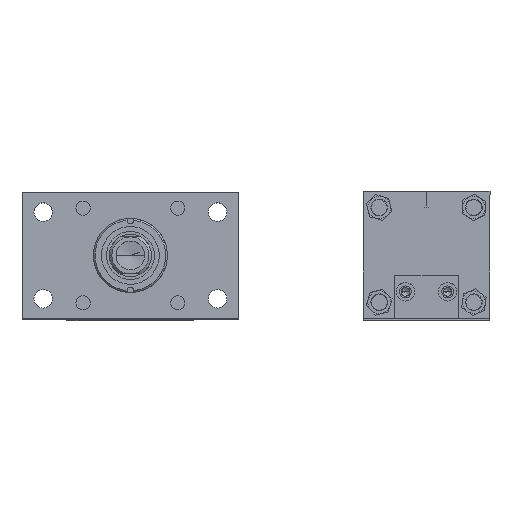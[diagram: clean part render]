
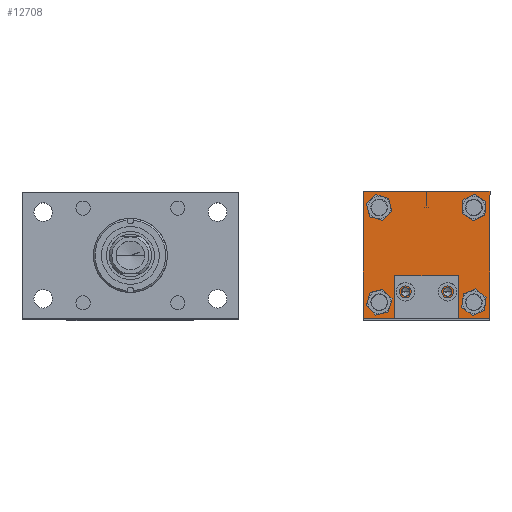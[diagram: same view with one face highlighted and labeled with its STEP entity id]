
A CAD part, top view. The second image highlights one B-rep face of the part: STEP entity #12708.
In plain terms, the highlighted face is planar.
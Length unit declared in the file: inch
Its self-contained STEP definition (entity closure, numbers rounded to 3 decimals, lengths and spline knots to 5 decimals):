
#154 = CARTESIAN_POINT ( 'NONE',  ( 6.22988, 7.73791, -0.3831 ) ) ;
#184 = DIRECTION ( 'NONE',  ( -1., 0., 0. ) ) ;
#310 = EDGE_CURVE ( 'NONE', #9799, #5307, #1359, .T. ) ;
#391 = CARTESIAN_POINT ( 'NONE',  ( 4.91438, 7.98191, -0.3831 ) ) ;
#443 = AXIS2_PLACEMENT_3D ( 'NONE', #5741, #2913, #4806 ) ;
#569 = CARTESIAN_POINT ( 'NONE',  ( 4.19488, 9.97591, -0.3831 ) ) ;
#629 = CARTESIAN_POINT ( 'NONE',  ( 3.81388, 7.35691, -0.3831 ) ) ;
#646 = CARTESIAN_POINT ( 'NONE',  ( 6.43288, 7.73791, -0.3831 ) ) ;
#814 = ORIENTED_EDGE ( 'NONE', *, *, #5287, .T. ) ;
#926 = CARTESIAN_POINT ( 'NONE',  ( 5.31388, 5.55135, -0.3831 ) ) ;
#944 = EDGE_LOOP ( 'NONE', ( #7834, #2733, #5921, #3373 ) ) ;
#1060 = CARTESIAN_POINT ( 'NONE',  ( 5.81388, 7.98191, -0.3831 ) ) ;
#1128 = CARTESIAN_POINT ( 'NONE',  ( 6.81388, 7.35691, -0.3831 ) ) ;
#1146 = EDGE_CURVE ( 'NONE', #11166, #2443, #3389, .T. ) ;
#1161 = EDGE_LOOP ( 'NONE', ( #8067, #10956 ) ) ;
#1234 = EDGE_LOOP ( 'NONE', ( #4731, #9694 ) ) ;
#1359 = CIRCLE ( 'NONE', #5299, 0.203 ) ;
#1384 = EDGE_CURVE ( 'NONE', #3411, #11893, #11325, .T. ) ;
#1575 = DIRECTION ( 'NONE',  ( -1., 0., 0. ) ) ;
#1630 = DIRECTION ( 'NONE',  ( 0., 0., 1. ) ) ;
#2101 = ORIENTED_EDGE ( 'NONE', *, *, #5182, .T. ) ;
#2122 = AXIS2_PLACEMENT_3D ( 'NONE', #1060, #9106, #6030 ) ;
#2127 = CARTESIAN_POINT ( 'NONE',  ( 6.43288, 9.97591, -0.3831 ) ) ;
#2206 = CARTESIAN_POINT ( 'NONE',  ( 4.39788, 7.73791, -0.3831 ) ) ;
#2443 = VERTEX_POINT ( 'NONE', #8962 ) ;
#2538 = DIRECTION ( 'NONE',  ( 1., 0., 0. ) ) ;
#2580 = DIRECTION ( 'NONE',  ( 0., 0., 1. ) ) ;
#2733 = ORIENTED_EDGE ( 'NONE', *, *, #5552, .F. ) ;
#2764 = CARTESIAN_POINT ( 'NONE',  ( 3.81388, 10.35691, -0.3831 ) ) ;
#2866 = CARTESIAN_POINT ( 'NONE',  ( 3.99188, 7.73791, -0.3831 ) ) ;
#2913 = DIRECTION ( 'NONE',  ( 0., 0., 1. ) ) ;
#3056 = FACE_BOUND ( 'NONE', #10886, .T. ) ;
#3116 = VERTEX_POINT ( 'NONE', #1128 ) ;
#3121 = CARTESIAN_POINT ( 'NONE',  ( 5.71338, 7.98191, -0.3831 ) ) ;
#3301 = EDGE_CURVE ( 'NONE', #5507, #3116, #10821, .T. ) ;
#3373 = ORIENTED_EDGE ( 'NONE', *, *, #3301, .T. ) ;
#3389 = CIRCLE ( 'NONE', #9916, 0.203 ) ;
#3411 = VERTEX_POINT ( 'NONE', #2866 ) ;
#3582 = CARTESIAN_POINT ( 'NONE',  ( 4.81388, 7.98191, -0.3831 ) ) ;
#3683 = FACE_OUTER_BOUND ( 'NONE', #944, .T. ) ;
#3861 = PLANE ( 'NONE',  #10809 ) ;
#4223 = EDGE_CURVE ( 'NONE', #12837, #4505, #5785, .T. ) ;
#4239 = ORIENTED_EDGE ( 'NONE', *, *, #1146, .T. ) ;
#4267 = EDGE_CURVE ( 'NONE', #5307, #9799, #7501, .T. ) ;
#4337 = DIRECTION ( 'NONE',  ( 0., 0., 1. ) ) ;
#4502 = EDGE_CURVE ( 'NONE', #3116, #6657, #10794, .T. ) ;
#4505 = VERTEX_POINT ( 'NONE', #11563 ) ;
#4599 = DIRECTION ( 'NONE',  ( 1., 0., 0. ) ) ;
#4731 = ORIENTED_EDGE ( 'NONE', *, *, #310, .T. ) ;
#4781 = CARTESIAN_POINT ( 'NONE',  ( 6.22988, 9.97591, -0.3831 ) ) ;
#4806 = DIRECTION ( 'NONE',  ( 1., 0., 0. ) ) ;
#4834 = CARTESIAN_POINT ( 'NONE',  ( 3.99188, 9.97591, -0.3831 ) ) ;
#4950 = ORIENTED_EDGE ( 'NONE', *, *, #7117, .T. ) ;
#4997 = EDGE_LOOP ( 'NONE', ( #8892, #6905 ) ) ;
#5182 = EDGE_CURVE ( 'NONE', #9218, #9521, #10632, .T. ) ;
#5287 = EDGE_CURVE ( 'NONE', #11893, #3411, #8917, .T. ) ;
#5299 = AXIS2_PLACEMENT_3D ( 'NONE', #7456, #8390, #8291 ) ;
#5307 = VERTEX_POINT ( 'NONE', #8686 ) ;
#5474 = VECTOR ( 'NONE', #9580, 39.37008 ) ;
#5504 = FACE_BOUND ( 'NONE', #1234, .T. ) ;
#5507 = VERTEX_POINT ( 'NONE', #10303 ) ;
#5552 = EDGE_CURVE ( 'NONE', #6300, #6657, #11438, .T. ) ;
#5741 = CARTESIAN_POINT ( 'NONE',  ( 4.19488, 7.73791, -0.3831 ) ) ;
#5785 = CIRCLE ( 'NONE', #2122, 0.1005 ) ;
#5859 = CIRCLE ( 'NONE', #10837, 0.203 ) ;
#5921 = ORIENTED_EDGE ( 'NONE', *, *, #10980, .F. ) ;
#6013 = AXIS2_PLACEMENT_3D ( 'NONE', #6989, #7078, #184 ) ;
#6030 = DIRECTION ( 'NONE',  ( -1., 0., 0. ) ) ;
#6069 = DIRECTION ( 'NONE',  ( 1., 0., 0. ) ) ;
#6265 = VECTOR ( 'NONE', #11429, 39.37008 ) ;
#6283 = FACE_BOUND ( 'NONE', #1161, .T. ) ;
#6300 = VERTEX_POINT ( 'NONE', #2764 ) ;
#6623 = VECTOR ( 'NONE', #1575, 39.37008 ) ;
#6649 = CARTESIAN_POINT ( 'NONE',  ( 4.19488, 7.73791, -0.3831 ) ) ;
#6657 = VERTEX_POINT ( 'NONE', #629 ) ;
#6866 = EDGE_CURVE ( 'NONE', #4505, #12837, #11903, .T. ) ;
#6905 = ORIENTED_EDGE ( 'NONE', *, *, #11864, .F. ) ;
#6989 = CARTESIAN_POINT ( 'NONE',  ( 5.81388, 7.98191, -0.3831 ) ) ;
#7078 = DIRECTION ( 'NONE',  ( 0., 0., -1. ) ) ;
#7117 = EDGE_CURVE ( 'NONE', #2443, #11166, #10787, .T. ) ;
#7198 = DIRECTION ( 'NONE',  ( 0., 0., -1. ) ) ;
#7299 = DIRECTION ( 'NONE',  ( 1., 0., 0. ) ) ;
#7435 = DIRECTION ( 'NONE',  ( 0., -1., 0. ) ) ;
#7456 = CARTESIAN_POINT ( 'NONE',  ( 6.43288, 9.97591, -0.3831 ) ) ;
#7501 = CIRCLE ( 'NONE', #10287, 0.203 ) ;
#7623 = DIRECTION ( 'NONE',  ( 0., 0., -1. ) ) ;
#7834 = ORIENTED_EDGE ( 'NONE', *, *, #4502, .T. ) ;
#8067 = ORIENTED_EDGE ( 'NONE', *, *, #4223, .F. ) ;
#8128 = VECTOR ( 'NONE', #7435, 39.37008 ) ;
#8284 = AXIS2_PLACEMENT_3D ( 'NONE', #10145, #7198, #12041 ) ;
#8291 = DIRECTION ( 'NONE',  ( 1., 0., 0. ) ) ;
#8304 = CARTESIAN_POINT ( 'NONE',  ( 6.81388, 5.55135, -0.3831 ) ) ;
#8390 = DIRECTION ( 'NONE',  ( 0., 0., 1. ) ) ;
#8480 = FACE_BOUND ( 'NONE', #12233, .T. ) ;
#8640 = DIRECTION ( 'NONE',  ( 0., 0., 1. ) ) ;
#8686 = CARTESIAN_POINT ( 'NONE',  ( 6.63588, 9.97591, -0.3831 ) ) ;
#8732 = ORIENTED_EDGE ( 'NONE', *, *, #1384, .T. ) ;
#8740 = AXIS2_PLACEMENT_3D ( 'NONE', #6649, #12691, #12614 ) ;
#8741 = CARTESIAN_POINT ( 'NONE',  ( 4.71338, 7.98191, -0.3831 ) ) ;
#8839 = EDGE_LOOP ( 'NONE', ( #8732, #814 ) ) ;
#8892 = ORIENTED_EDGE ( 'NONE', *, *, #10307, .F. ) ;
#8917 = CIRCLE ( 'NONE', #443, 0.203 ) ;
#8962 = CARTESIAN_POINT ( 'NONE',  ( 4.39788, 9.97591, -0.3831 ) ) ;
#8978 = VERTEX_POINT ( 'NONE', #391 ) ;
#9026 = ORIENTED_EDGE ( 'NONE', *, *, #10256, .T. ) ;
#9106 = DIRECTION ( 'NONE',  ( 0., 0., -1. ) ) ;
#9218 = VERTEX_POINT ( 'NONE', #9917 ) ;
#9330 = AXIS2_PLACEMENT_3D ( 'NONE', #3582, #7623, #10488 ) ;
#9391 = VERTEX_POINT ( 'NONE', #8741 ) ;
#9488 = DIRECTION ( 'NONE',  ( 1., 0., 0. ) ) ;
#9521 = VERTEX_POINT ( 'NONE', #154 ) ;
#9568 = CARTESIAN_POINT ( 'NONE',  ( 6.43288, 7.73791, -0.3831 ) ) ;
#9580 = DIRECTION ( 'NONE',  ( -1., 0., 0. ) ) ;
#9613 = LINE ( 'NONE', #12364, #6623 ) ;
#9694 = ORIENTED_EDGE ( 'NONE', *, *, #4267, .T. ) ;
#9799 = VERTEX_POINT ( 'NONE', #4781 ) ;
#9916 = AXIS2_PLACEMENT_3D ( 'NONE', #11305, #4337, #7299 ) ;
#9917 = CARTESIAN_POINT ( 'NONE',  ( 6.63588, 7.73791, -0.3831 ) ) ;
#10052 = FACE_BOUND ( 'NONE', #8839, .T. ) ;
#10145 = CARTESIAN_POINT ( 'NONE',  ( 4.81388, 7.98191, -0.3831 ) ) ;
#10256 = EDGE_CURVE ( 'NONE', #9521, #9218, #5859, .T. ) ;
#10287 = AXIS2_PLACEMENT_3D ( 'NONE', #2127, #12187, #6069 ) ;
#10303 = CARTESIAN_POINT ( 'NONE',  ( 6.81388, 10.35691, -0.3831 ) ) ;
#10307 = EDGE_CURVE ( 'NONE', #9391, #8978, #12457, .T. ) ;
#10383 = CARTESIAN_POINT ( 'NONE',  ( 3.81388, 5.55135, -0.3831 ) ) ;
#10488 = DIRECTION ( 'NONE',  ( -1., 0., 0. ) ) ;
#10632 = CIRCLE ( 'NONE', #11559, 0.203 ) ;
#10787 = CIRCLE ( 'NONE', #11659, 0.203 ) ;
#10794 = LINE ( 'NONE', #12557, #5474 ) ;
#10809 = AXIS2_PLACEMENT_3D ( 'NONE', #926, #11746, #11932 ) ;
#10821 = LINE ( 'NONE', #8304, #6265 ) ;
#10837 = AXIS2_PLACEMENT_3D ( 'NONE', #9568, #1630, #9488 ) ;
#10886 = EDGE_LOOP ( 'NONE', ( #4239, #4950 ) ) ;
#10956 = ORIENTED_EDGE ( 'NONE', *, *, #6866, .F. ) ;
#10980 = EDGE_CURVE ( 'NONE', #5507, #6300, #9613, .T. ) ;
#11166 = VERTEX_POINT ( 'NONE', #4834 ) ;
#11305 = CARTESIAN_POINT ( 'NONE',  ( 4.19488, 9.97591, -0.3831 ) ) ;
#11325 = CIRCLE ( 'NONE', #8740, 0.203 ) ;
#11330 = CIRCLE ( 'NONE', #8284, 0.1005 ) ;
#11429 = DIRECTION ( 'NONE',  ( 0., -1., 0. ) ) ;
#11438 = LINE ( 'NONE', #10383, #8128 ) ;
#11559 = AXIS2_PLACEMENT_3D ( 'NONE', #646, #8640, #4599 ) ;
#11563 = CARTESIAN_POINT ( 'NONE',  ( 5.91438, 7.98191, -0.3831 ) ) ;
#11659 = AXIS2_PLACEMENT_3D ( 'NONE', #569, #2580, #2538 ) ;
#11746 = DIRECTION ( 'NONE',  ( 0., 0., 1. ) ) ;
#11786 = FACE_BOUND ( 'NONE', #4997, .T. ) ;
#11864 = EDGE_CURVE ( 'NONE', #8978, #9391, #11330, .T. ) ;
#11893 = VERTEX_POINT ( 'NONE', #2206 ) ;
#11903 = CIRCLE ( 'NONE', #6013, 0.1005 ) ;
#11932 = DIRECTION ( 'NONE',  ( 1., 0., 0. ) ) ;
#12041 = DIRECTION ( 'NONE',  ( -1., 0., 0. ) ) ;
#12187 = DIRECTION ( 'NONE',  ( 0., 0., 1. ) ) ;
#12233 = EDGE_LOOP ( 'NONE', ( #9026, #2101 ) ) ;
#12364 = CARTESIAN_POINT ( 'NONE',  ( 5.31388, 10.35691, -0.3831 ) ) ;
#12457 = CIRCLE ( 'NONE', #9330, 0.1005 ) ;
#12557 = CARTESIAN_POINT ( 'NONE',  ( 5.31388, 7.35691, -0.3831 ) ) ;
#12614 = DIRECTION ( 'NONE',  ( 1., 0., 0. ) ) ;
#12691 = DIRECTION ( 'NONE',  ( 0., 0., 1. ) ) ;
#12708 = ADVANCED_FACE ( 'NONE', ( #6283, #11786, #3056, #10052, #8480, #5504, #3683 ), #3861, .F. ) ;
#12837 = VERTEX_POINT ( 'NONE', #3121 ) ;
